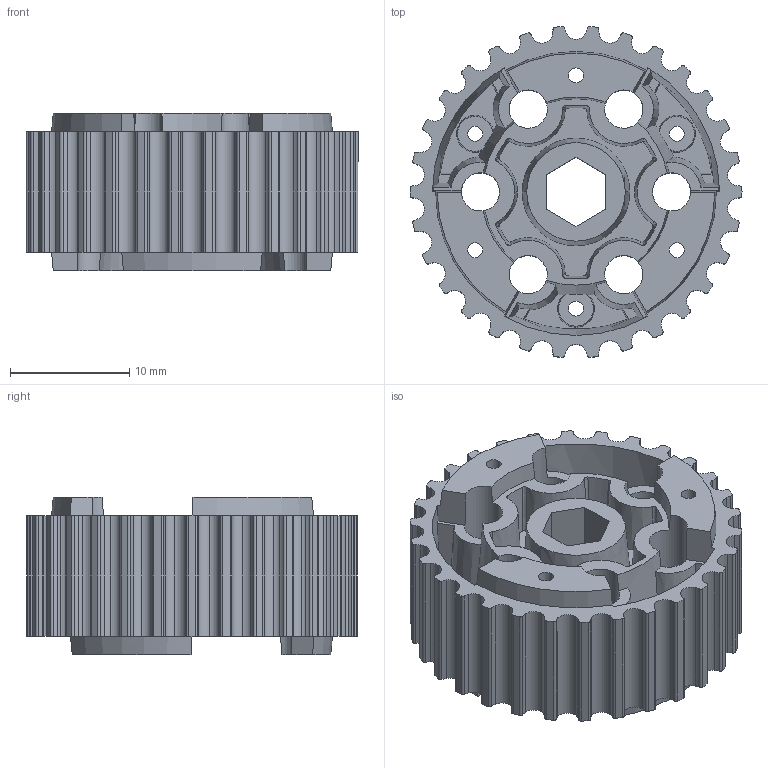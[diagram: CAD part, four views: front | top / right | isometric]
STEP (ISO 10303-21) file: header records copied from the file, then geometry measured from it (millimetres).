
FILE_DESCRIPTION (( 'STEP AP203' ), '1' );
FILE_NAME ('REV-41-1672.STEP', '2019-08-02T00:06:57', ( '' ), ( '' ), 'SwSTEP 2.0', 'SolidWorks 2018', '' );
FILE_SCHEMA (( 'CONFIG_CONTROL_DESIGN' ));
Length unit declared in the file: millimetre
Products named in the file (1): REV-41-1672
Bounding box: 27.79 x 27.69 x 13.2 mm (x, y, z)
Volume: 3218.1 mm3; surface area: 5250.8 mm2
Topology: 1 solids, 1 shells, 450 faces, 1362 edges, 908 vertices
Faces by surface type: cylinder 251, plane 92, cone 83, bspline 24
Entity records: 16507 total; most frequent: CARTESIAN_POINT 4083, ORIENTED_EDGE 2724, DIRECTION 2682, EDGE_CURVE 1362, AXIS2_PLACEMENT_3D 1165, VERTEX_POINT 908, CIRCLE 738, EDGE_LOOP 470
